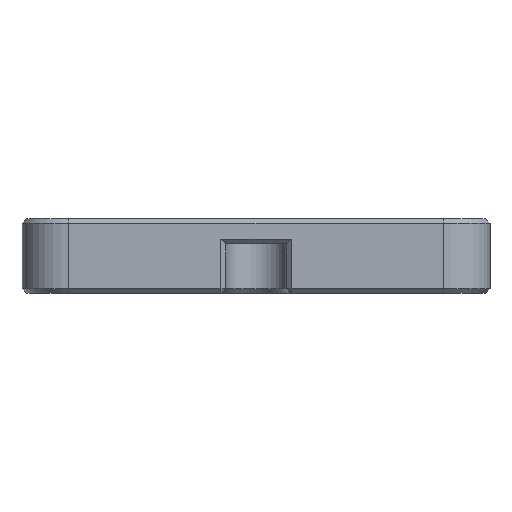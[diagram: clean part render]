
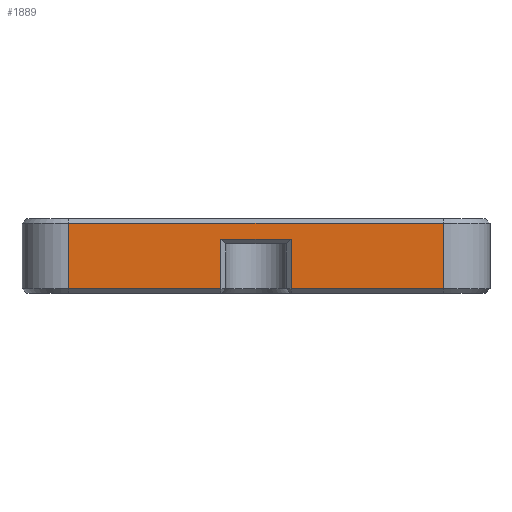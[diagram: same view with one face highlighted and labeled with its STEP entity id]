
A CAD part, front view. The second image highlights one B-rep face of the part: STEP entity #1889.
In plain terms, the highlighted planar face has unit normal (0, -1, 0).
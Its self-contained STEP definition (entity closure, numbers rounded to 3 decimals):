
#32 = ORIENTED_EDGE ( 'NONE', *, *, #594, .T. ) ;
#62 = EDGE_CURVE ( 'NONE', #636, #446, #894, .T. ) ;
#149 = VECTOR ( 'NONE', #280, 1000. ) ;
#158 = CARTESIAN_POINT ( 'NONE',  ( -25., -48., 0.5 ) ) ;
#236 = VERTEX_POINT ( 'NONE', #2108 ) ;
#245 = ORIENTED_EDGE ( 'NONE', *, *, #62, .T. ) ;
#253 = VECTOR ( 'NONE', #414, 1000. ) ;
#259 = VECTOR ( 'NONE', #321, 1000. ) ;
#280 = DIRECTION ( 'NONE',  ( 0., 0., -1. ) ) ;
#321 = DIRECTION ( 'NONE',  ( 0., 0., 1. ) ) ;
#334 = DIRECTION ( 'NONE',  ( 0., 0., 1. ) ) ;
#411 = EDGE_CURVE ( 'NONE', #446, #236, #655, .T. ) ;
#414 = DIRECTION ( 'NONE',  ( 1., 0., 0. ) ) ;
#419 = LINE ( 'NONE', #831, #2104 ) ;
#446 = VERTEX_POINT ( 'NONE', #2146 ) ;
#476 = VERTEX_POINT ( 'NONE', #1471 ) ;
#499 = VECTOR ( 'NONE', #1757, 1000. ) ;
#508 = PLANE ( 'NONE',  #1093 ) ;
#594 = EDGE_CURVE ( 'NONE', #1680, #636, #2366, .T. ) ;
#636 = VERTEX_POINT ( 'NONE', #1602 ) ;
#655 = LINE ( 'NONE', #1383, #2408 ) ;
#673 = LINE ( 'NONE', #1463, #259 ) ;
#678 = ORIENTED_EDGE ( 'NONE', *, *, #411, .T. ) ;
#704 = EDGE_CURVE ( 'NONE', #236, #905, #1125, .T. ) ;
#751 = ORIENTED_EDGE ( 'NONE', *, *, #2092, .T. ) ;
#804 = VECTOR ( 'NONE', #1644, 1000. ) ;
#831 = CARTESIAN_POINT ( 'NONE',  ( -25., -48., 0.5 ) ) ;
#863 = CARTESIAN_POINT ( 'NONE',  ( 20., -48., 7.5 ) ) ;
#866 = VECTOR ( 'NONE', #2452, 1000. ) ;
#869 = CARTESIAN_POINT ( 'NONE',  ( -25., -48., 8. ) ) ;
#876 = VERTEX_POINT ( 'NONE', #863 ) ;
#894 = LINE ( 'NONE', #158, #866 ) ;
#905 = VERTEX_POINT ( 'NONE', #1218 ) ;
#913 = LINE ( 'NONE', #2052, #804 ) ;
#1001 = DIRECTION ( 'NONE',  ( 1., 0., 0. ) ) ;
#1070 = EDGE_CURVE ( 'NONE', #876, #1680, #913, .T. ) ;
#1093 = AXIS2_PLACEMENT_3D ( 'NONE', #869, #1475, #334 ) ;
#1125 = LINE ( 'NONE', #1922, #253 ) ;
#1167 = LINE ( 'NONE', #1571, #499 ) ;
#1218 = CARTESIAN_POINT ( 'NONE',  ( 3.75, -48., 5.8 ) ) ;
#1383 = CARTESIAN_POINT ( 'NONE',  ( -3.75, -48., 8. ) ) ;
#1386 = CARTESIAN_POINT ( 'NONE',  ( -20., -48., 7.5 ) ) ;
#1463 = CARTESIAN_POINT ( 'NONE',  ( 20., -48., 8. ) ) ;
#1471 = CARTESIAN_POINT ( 'NONE',  ( 20., -48., 0.5 ) ) ;
#1475 = DIRECTION ( 'NONE',  ( 0., 1., 0. ) ) ;
#1571 = CARTESIAN_POINT ( 'NONE',  ( 3.75, -48., 8. ) ) ;
#1602 = CARTESIAN_POINT ( 'NONE',  ( -20., -48., 0.5 ) ) ;
#1617 = CARTESIAN_POINT ( 'NONE',  ( -20., -48., 8. ) ) ;
#1644 = DIRECTION ( 'NONE',  ( -1., 0., 0. ) ) ;
#1650 = ORIENTED_EDGE ( 'NONE', *, *, #1772, .T. ) ;
#1665 = ORIENTED_EDGE ( 'NONE', *, *, #1070, .T. ) ;
#1680 = VERTEX_POINT ( 'NONE', #1386 ) ;
#1757 = DIRECTION ( 'NONE',  ( 0., 0., -1. ) ) ;
#1772 = EDGE_CURVE ( 'NONE', #2333, #476, #419, .T. ) ;
#1849 = FACE_OUTER_BOUND ( 'NONE', #2319, .T. ) ;
#1887 = EDGE_CURVE ( 'NONE', #476, #876, #673, .T. ) ;
#1889 = ADVANCED_FACE ( 'NONE', ( #1849 ), #508, .F. ) ;
#1922 = CARTESIAN_POINT ( 'NONE',  ( -25., -48., 5.8 ) ) ;
#2038 = ORIENTED_EDGE ( 'NONE', *, *, #704, .T. ) ;
#2052 = CARTESIAN_POINT ( 'NONE',  ( -20., -48., 7.5 ) ) ;
#2092 = EDGE_CURVE ( 'NONE', #905, #2333, #1167, .T. ) ;
#2104 = VECTOR ( 'NONE', #1001, 1000. ) ;
#2108 = CARTESIAN_POINT ( 'NONE',  ( -3.75, -48., 5.8 ) ) ;
#2146 = CARTESIAN_POINT ( 'NONE',  ( -3.75, -48., 0.5 ) ) ;
#2160 = DIRECTION ( 'NONE',  ( 0., 0., 1. ) ) ;
#2319 = EDGE_LOOP ( 'NONE', ( #751, #1650, #2396, #1665, #32, #245, #678, #2038 ) ) ;
#2333 = VERTEX_POINT ( 'NONE', #2471 ) ;
#2366 = LINE ( 'NONE', #1617, #149 ) ;
#2396 = ORIENTED_EDGE ( 'NONE', *, *, #1887, .T. ) ;
#2408 = VECTOR ( 'NONE', #2160, 1000. ) ;
#2452 = DIRECTION ( 'NONE',  ( 1., 0., 0. ) ) ;
#2471 = CARTESIAN_POINT ( 'NONE',  ( 3.75, -48., 0.5 ) ) ;
